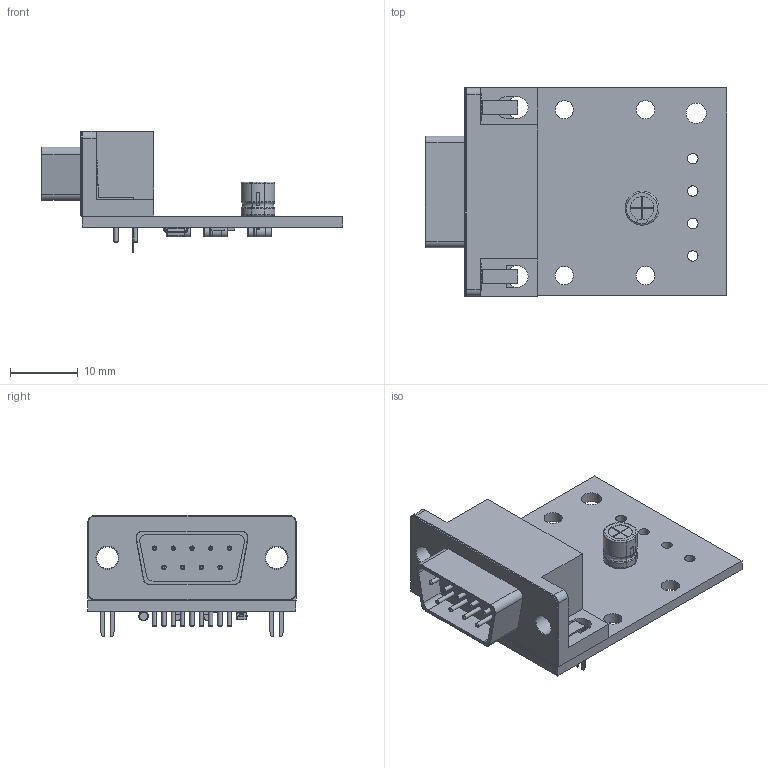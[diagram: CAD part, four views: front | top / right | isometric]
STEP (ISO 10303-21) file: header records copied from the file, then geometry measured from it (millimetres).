
FILE_DESCRIPTION(('KiCad electronic assembly'),'2;1');
FILE_NAME('RotaryEncoderProtection.step','2024-07-29T17:27:03',('Pcbnew' ),('Kicad'),'Open CASCADE STEP processor 7.8', 'KiCad to STEP converter','Unknown');
FILE_SCHEMA(('AUTOMOTIVE_DESIGN { 1 0 10303 214 1 1 1 1 }'));
Length unit declared in the file: millimetre
Products named in the file (14): RotaryEncoderProtection 1; CP_Radial_D5.0mm_P2.00mm; CP_Radial_D50mm_P200mm; DSUB-9_Male_Horizontal_P2.77x2.84mm_EdgePinOffset4.94mm_Housed_
MountingHolesOffset7.48mm; R_0805_2012Metric; D_SOD-123; D_SOD_123; D_MiniMELF; D_MiniMELF_Standard; C_0805_2012Metric; RotaryEncoderProtection_PCB
Assembly tree (19 placements, depth 3):
  RotaryEncoderProtection 1
    CP_Radial_D5.0mm_P2.00mm
      CP_Radial_D50mm_P200mm
    DSUB-9_Male_Horizontal_P2.77x2.84mm_EdgePinOffset4.94mm_Housed_
MountingHolesOffset7.48mm
      DSUB-9_Male_Horizontal_P2.77x2.84mm_EdgePinOffset4.94mm_Housed_
MountingHolesOffset7.48mm
    R_0805_2012Metric  x5
      R_0805_2012Metric
    D_SOD-123
      D_SOD_123
    D_MiniMELF  x3
      D_MiniMELF_Standard
    C_0805_2012Metric
      C_0805_2012Metric
    RotaryEncoderProtection_PCB
Bounding box: 44.54 x 30.8 x 17.9 mm (x, y, z)
Volume: 5404 mm3; surface area: 5471.8 mm2
Topology: 13 solids, 15 shells, 522 faces, 1248 edges, 791 vertices
Faces by surface type: plane 277, cylinder 168, bspline 32, torus 26, revolution 15, cone 4
Full cylindrical faces by diameter (mm): 0.5 x2, 0.64 x27, 0.8 x2, 1 x9, 1.35 x6, 1.4 x9, 1.55 x4, 2.7 x4, 3 x1, 3.2 x4, 4 x2
Entity records: 15048 total; most frequent: CARTESIAN_POINT 2893, DIRECTION 1965, ORIENTED_EDGE 1876, EDGE_CURVE 938, AXIS2_PLACEMENT_3D 704, VERTEX_POINT 591, LINE 546, VECTOR 546
